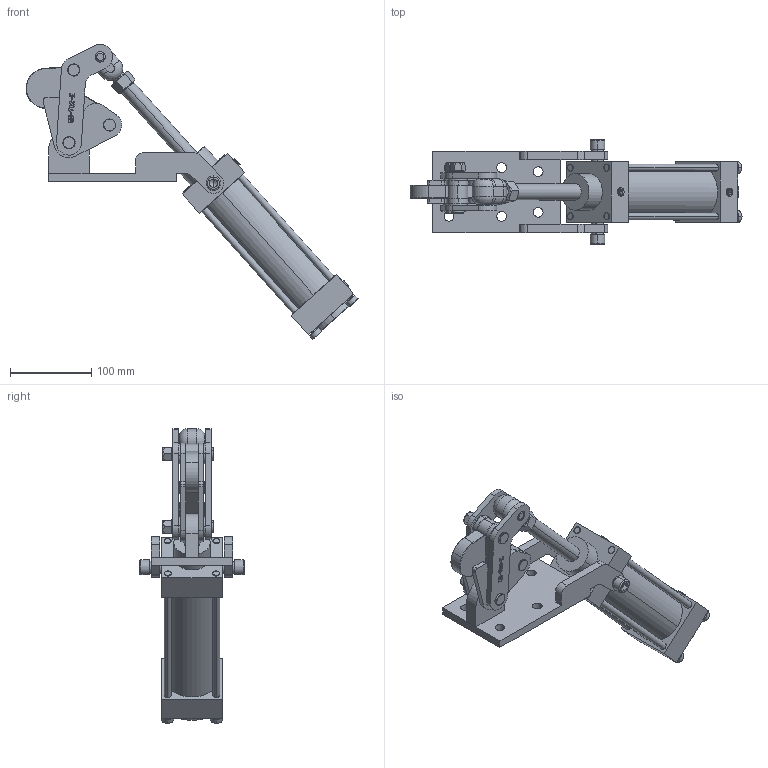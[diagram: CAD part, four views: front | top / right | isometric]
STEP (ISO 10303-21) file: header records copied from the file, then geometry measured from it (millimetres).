
FILE_DESCRIPTION (( 'STEP AP203' ), '1' );
FILE_NAME ('HS-702-KA .STEP', '2019-09-05T01:53:45', ( '微软用户' ), ( '微软中国' ), 'SwSTEP 2.0', 'SolidWorks 2012', '' );
FILE_SCHEMA (( 'CONFIG_CONTROL_DESIGN' ));
Length unit declared in the file: millimetre
Products named in the file (20): HS-702-KA ; prevailing torque hex nuts2 class 9 gb_GB_HEXAGON_LOCK_TYPE5 M10-N; curved single coil spring lock washers gb_GB_FASTENER_WASHER_CSLW 10; hexagon socket head cap screws gb_GB_FASTENER_SCREWS_HSHCS M12X20-N; 階杶; hex nuts, style 1-grades ab gb_GB_FASTENER_NUT_SNAB1 M16-N; 怢歎杶; 騵艦杶; 揤旋; T倛种; 种1; 湮怢論杶; 釱; 蚐詰; 忒梟; 忒參; 蟀裝; 菜え; 菁釱; 盓殤
Assembly tree (31 placements, depth 2):
  HS-702-KA 
    盓殤
    菁釱
    菜え  x4
    蟀裝  x2
    忒參
    忒梟  x2
    蚐詰
    釱
    湮怢論杶
    种1  x2
    T倛种  x2
    揤旋
    騵艦杶  x2
    怢歎杶
    hex nuts, style 1-grades ab gb_GB_FASTENER_NUT_SNAB1 M16-N
    階杶  x2
    hexagon socket head cap screws gb_GB_FASTENER_SCREWS_HSHCS M12X20-N  x2
    curved single coil spring lock washers gb_GB_FASTENER_WASHER_CSLW 10  x2
    prevailing torque hex nuts2 class 9 gb_GB_HEXAGON_LOCK_TYPE5 M10-N  x2
Bounding box: 409.17 x 129 x 363.53 mm (x, y, z)
Volume: 1553635.7 mm3; surface area: 286494.6 mm2
Topology: 32 solids, 33 shells, 1324 faces, 3343 edges, 2167 vertices
Faces by surface type: plane 653, cylinder 273, bspline 258, cone 116, torus 24
Entity records: 33568 total; most frequent: CARTESIAN_POINT 12008, ORIENTED_EDGE 4064, DIRECTION 3688, EDGE_CURVE 2032, VERTEX_POINT 1311, AXIS2_PLACEMENT_3D 1247, VECTOR 1194, LINE 1194
